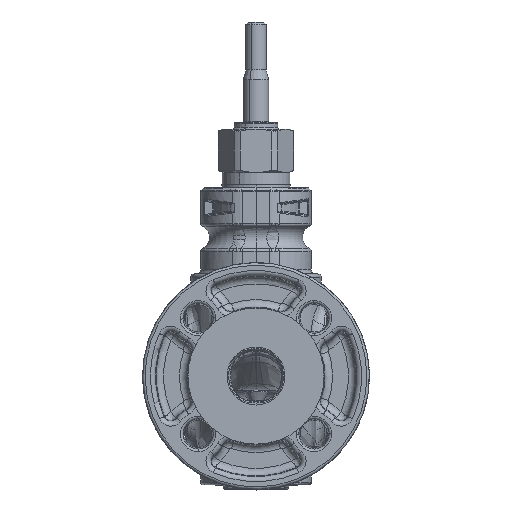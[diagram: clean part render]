
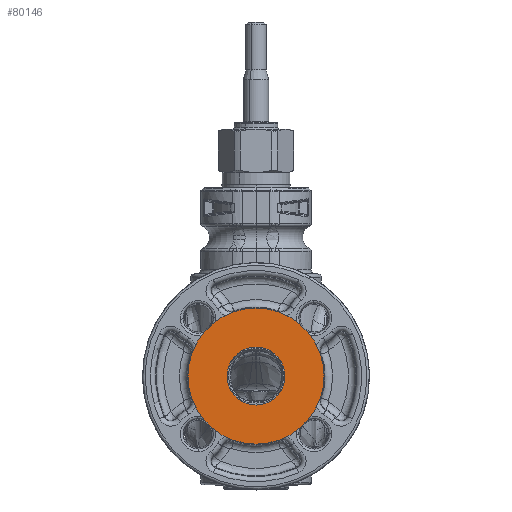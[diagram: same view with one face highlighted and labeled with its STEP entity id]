
A CAD part, front view. The second image highlights one B-rep face of the part: STEP entity #80146.
In plain terms, the highlighted face is planar.
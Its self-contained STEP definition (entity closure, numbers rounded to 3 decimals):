
#80016=CARTESIAN_POINT('Vertex',(1.5,27.,0.)) ;
#80030=CARTESIAN_POINT('Vertex',(1.5,-27.,0.)) ;
#80033=CARTESIAN_POINT('Axis2P3D Location',(1.5,0.,0.)) ;
#80050=CARTESIAN_POINT('Axis2P3D Location',(1.5,0.,0.)) ;
#80067=CARTESIAN_POINT('Axis2P3D Location',(1.5,0.,0.)) ;
#80071=CARTESIAN_POINT('Vertex',(1.5,-11.5,0.)) ;
#80073=CARTESIAN_POINT('Vertex',(1.5,11.5,0.)) ;
#80102=CARTESIAN_POINT('Axis2P3D Location',(1.5,0.,0.)) ;
#80133=CARTESIAN_POINT('Axis2P3D Location',(1.5,0.,0.)) ;
#80034=DIRECTION('Axis2P3D Direction',(1.,0.,0.)) ;
#80051=DIRECTION('Axis2P3D Direction',(1.,0.,0.)) ;
#80068=DIRECTION('Axis2P3D Direction',(1.,0.,0.)) ;
#80103=DIRECTION('Axis2P3D Direction',(1.,0.,0.)) ;
#80134=DIRECTION('Axis2P3D Direction',(1.,0.,0.)) ;
#80135=DIRECTION('Axis2P3D XDirection',(0.,1.,0.)) ;
#80035=AXIS2_PLACEMENT_3D('Circle Axis2P3D',#80033,#80034,$) ;
#80052=AXIS2_PLACEMENT_3D('Circle Axis2P3D',#80050,#80051,$) ;
#80069=AXIS2_PLACEMENT_3D('Circle Axis2P3D',#80067,#80068,$) ;
#80104=AXIS2_PLACEMENT_3D('Circle Axis2P3D',#80102,#80103,$) ;
#80136=AXIS2_PLACEMENT_3D('Plane Axis2P3D',#80133,#80134,#80135) ;
#80139=ORIENTED_EDGE('',*,*,#80037,.T.) ;
#80140=ORIENTED_EDGE('',*,*,#80054,.T.) ;
#80143=ORIENTED_EDGE('',*,*,#80075,.F.) ;
#80144=ORIENTED_EDGE('',*,*,#80106,.F.) ;
#80145=FACE_BOUND('',#80142,.T.) ;
#80146=ADVANCED_FACE('PartBody',(#80141,#80145),#80137,.T.) ;
#80036=CIRCLE('generated circle',#80035,27.) ;
#80053=CIRCLE('generated circle',#80052,27.) ;
#80070=CIRCLE('generated circle',#80069,11.5) ;
#80105=CIRCLE('generated circle',#80104,11.5) ;
#80037=EDGE_CURVE('',#80017,#80031,#80036,.T.) ;
#80054=EDGE_CURVE('',#80031,#80017,#80053,.T.) ;
#80075=EDGE_CURVE('',#80072,#80074,#80070,.T.) ;
#80106=EDGE_CURVE('',#80074,#80072,#80105,.T.) ;
#80138=EDGE_LOOP('',(#80139,#80140)) ;
#80142=EDGE_LOOP('',(#80143,#80144)) ;
#80141=FACE_OUTER_BOUND('',#80138,.T.) ;
#80137=PLANE('',#80136) ;
#80017=VERTEX_POINT('',#80016) ;
#80031=VERTEX_POINT('',#80030) ;
#80072=VERTEX_POINT('',#80071) ;
#80074=VERTEX_POINT('',#80073) ;
